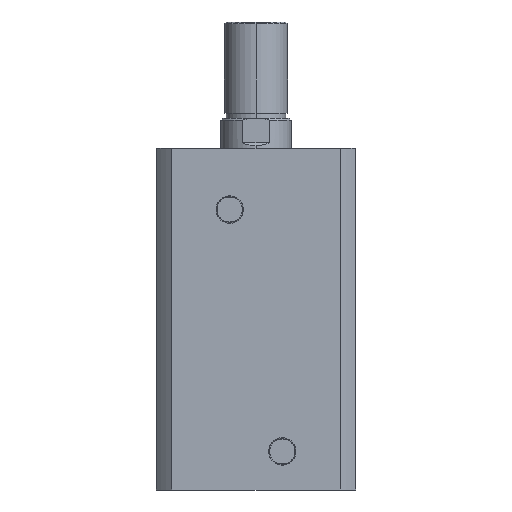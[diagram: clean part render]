
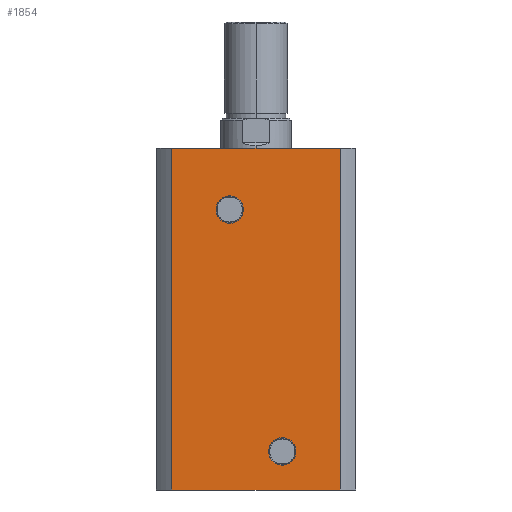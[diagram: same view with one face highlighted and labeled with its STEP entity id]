
A CAD part, left-side view. The second image highlights one B-rep face of the part: STEP entity #1854.
In plain terms, the highlighted planar face has unit normal (-1, 0, 0).
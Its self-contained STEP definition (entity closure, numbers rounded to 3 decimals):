
#11 = AXIS2_PLACEMENT_3D ( 'NONE', #2222, #2217, #2226 ) ;
#283 = CARTESIAN_POINT ( 'NONE',  ( -57., -15., 22. ) ) ;
#284 = DIRECTION ( 'NONE',  ( -1., 0., 0. ) ) ;
#285 = DIRECTION ( 'NONE',  ( 0., 0., 1. ) ) ;
#303 = CARTESIAN_POINT ( 'NONE',  ( -57., 15., 160. ) ) ;
#304 = DIRECTION ( 'NONE',  ( -1., 0., 0. ) ) ;
#305 = DIRECTION ( 'NONE',  ( 0., 0., 1. ) ) ;
#568 = CARTESIAN_POINT ( 'NONE',  ( -57., -47.971, 0. ) ) ;
#582 = CARTESIAN_POINT ( 'NONE',  ( -57., 47.971, 195. ) ) ;
#594 = CARTESIAN_POINT ( 'NONE',  ( -57., 47.971, 0. ) ) ;
#626 = CARTESIAN_POINT ( 'NONE',  ( -57., -47.971, 195. ) ) ;
#787 = VERTEX_POINT ( 'NONE', #2898 ) ;
#793 = VERTEX_POINT ( 'NONE', #2892 ) ;
#800 = VERTEX_POINT ( 'NONE', #2883 ) ;
#831 = VERTEX_POINT ( 'NONE', #2956 ) ;
#856 = LINE ( 'NONE', #2903, #858 ) ;
#857 = CIRCLE ( 'NONE', #2471, 7.797 ) ;
#858 = VECTOR ( 'NONE', #3044, 1000. ) ;
#859 = CIRCLE ( 'NONE', #2470, 7.797 ) ;
#860 = LINE ( 'NONE', #3055, #863 ) ;
#861 = LINE ( 'NONE', #3057, #867 ) ;
#862 = LINE ( 'NONE', #3062, #865 ) ;
#863 = VECTOR ( 'NONE', #2913, 1000. ) ;
#865 = VECTOR ( 'NONE', #2911, 1000. ) ;
#867 = VECTOR ( 'NONE', #3054, 1000. ) ;
#1145 = FACE_OUTER_BOUND ( 'NONE', #3425, .T. ) ;
#1150 = FACE_BOUND ( 'NONE', #3494, .T. ) ;
#1153 = FACE_BOUND ( 'NONE', #3491, .T. ) ;
#1283 = CIRCLE ( 'NONE', #2750, 7.797 ) ;
#1304 = CIRCLE ( 'NONE', #2754, 7.797 ) ;
#1569 = EDGE_CURVE ( 'NONE', #3257, #3269, #856, .T. ) ;
#1571 = EDGE_CURVE ( 'NONE', #800, #793, #857, .T. ) ;
#1572 = EDGE_CURVE ( 'NONE', #831, #787, #859, .T. ) ;
#1573 = EDGE_CURVE ( 'NONE', #3269, #3243, #860, .T. ) ;
#1574 = EDGE_CURVE ( 'NONE', #3304, #3243, #862, .T. ) ;
#1575 = EDGE_CURVE ( 'NONE', #3257, #3304, #861, .T. ) ;
#1854 = ADVANCED_FACE ( 'NONE', ( #1150, #1153, #1145 ), #2224, .F. ) ;
#2217 = DIRECTION ( 'NONE',  ( 1., 0., 0. ) ) ;
#2222 = CARTESIAN_POINT ( 'NONE',  ( -57., 0., 195. ) ) ;
#2224 = PLANE ( 'NONE',  #11 ) ;
#2226 = DIRECTION ( 'NONE',  ( 0., 1., 0. ) ) ;
#2470 = AXIS2_PLACEMENT_3D ( 'NONE', #2916, #3061, #2871 ) ;
#2471 = AXIS2_PLACEMENT_3D ( 'NONE', #2941, #2929, #2923 ) ;
#2482 = EDGE_CURVE ( 'NONE', #793, #800, #1283, .T. ) ;
#2490 = EDGE_CURVE ( 'NONE', #787, #831, #1304, .T. ) ;
#2750 = AXIS2_PLACEMENT_3D ( 'NONE', #283, #284, #285 ) ;
#2754 = AXIS2_PLACEMENT_3D ( 'NONE', #303, #304, #305 ) ;
#2871 = DIRECTION ( 'NONE',  ( 0., 0., 1. ) ) ;
#2883 = CARTESIAN_POINT ( 'NONE',  ( -57., -15., 29.797 ) ) ;
#2892 = CARTESIAN_POINT ( 'NONE',  ( -57., -15., 14.203 ) ) ;
#2898 = CARTESIAN_POINT ( 'NONE',  ( -57., 15., 152.203 ) ) ;
#2903 = CARTESIAN_POINT ( 'NONE',  ( -57., 47.971, 195. ) ) ;
#2911 = DIRECTION ( 'NONE',  ( 0., 0., -1. ) ) ;
#2913 = DIRECTION ( 'NONE',  ( 0., -1., 0. ) ) ;
#2916 = CARTESIAN_POINT ( 'NONE',  ( -57., 15., 160. ) ) ;
#2923 = DIRECTION ( 'NONE',  ( 0., 0., 1. ) ) ;
#2929 = DIRECTION ( 'NONE',  ( -1., 0., 0. ) ) ;
#2941 = CARTESIAN_POINT ( 'NONE',  ( -57., -15., 22. ) ) ;
#2956 = CARTESIAN_POINT ( 'NONE',  ( -57., 15., 167.797 ) ) ;
#3044 = DIRECTION ( 'NONE',  ( 0., 0., -1. ) ) ;
#3054 = DIRECTION ( 'NONE',  ( 0., -1., 0. ) ) ;
#3055 = CARTESIAN_POINT ( 'NONE',  ( -57., 0., 0. ) ) ;
#3057 = CARTESIAN_POINT ( 'NONE',  ( -57., 0., 195. ) ) ;
#3061 = DIRECTION ( 'NONE',  ( -1., 0., 0. ) ) ;
#3062 = CARTESIAN_POINT ( 'NONE',  ( -57., -47.971, 195. ) ) ;
#3243 = VERTEX_POINT ( 'NONE', #568 ) ;
#3257 = VERTEX_POINT ( 'NONE', #582 ) ;
#3269 = VERTEX_POINT ( 'NONE', #594 ) ;
#3284 = ORIENTED_EDGE ( 'NONE', *, *, #1574, .F. ) ;
#3304 = VERTEX_POINT ( 'NONE', #626 ) ;
#3360 = ORIENTED_EDGE ( 'NONE', *, *, #1569, .T. ) ;
#3368 = ORIENTED_EDGE ( 'NONE', *, *, #1575, .F. ) ;
#3403 = ORIENTED_EDGE ( 'NONE', *, *, #1572, .F. ) ;
#3419 = ORIENTED_EDGE ( 'NONE', *, *, #1573, .T. ) ;
#3425 = EDGE_LOOP ( 'NONE', ( #3419, #3284, #3368, #3360 ) ) ;
#3462 = ORIENTED_EDGE ( 'NONE', *, *, #1571, .F. ) ;
#3463 = ORIENTED_EDGE ( 'NONE', *, *, #2482, .F. ) ;
#3491 = EDGE_LOOP ( 'NONE', ( #3403, #3507 ) ) ;
#3494 = EDGE_LOOP ( 'NONE', ( #3462, #3463 ) ) ;
#3507 = ORIENTED_EDGE ( 'NONE', *, *, #2490, .F. ) ;
